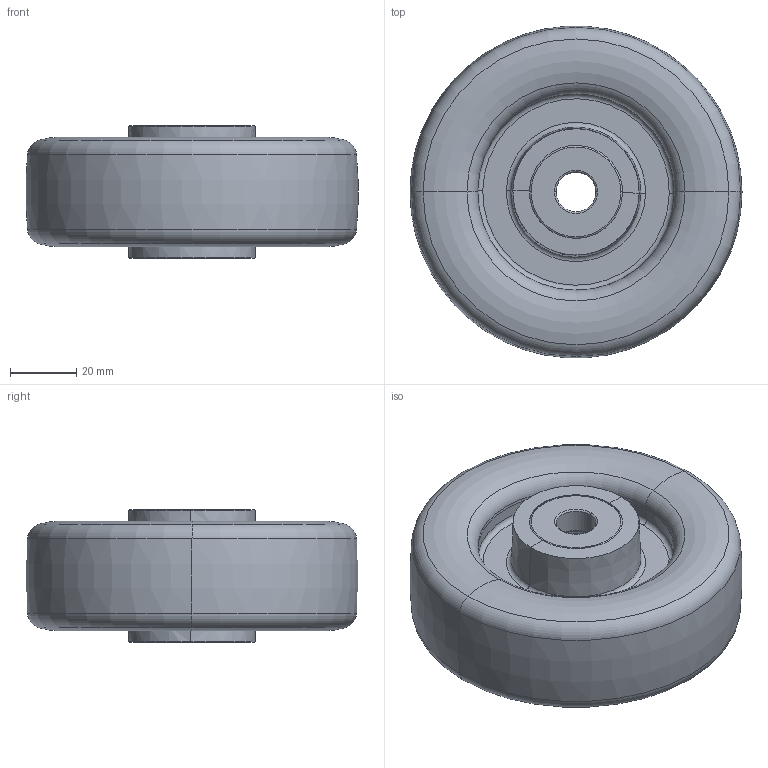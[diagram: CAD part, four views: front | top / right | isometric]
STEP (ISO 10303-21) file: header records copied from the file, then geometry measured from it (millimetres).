
FILE_DESCRIPTION (( 'STEP AP214' ), '1' );
FILE_NAME ('0014381.step', '2020-11-06T10:28:29', ( '' ), ( '' ), 'SwSTEP 2.0', 'SolidWorks 2018', '' );
FILE_SCHEMA (( 'AUTOMOTIVE_DESIGN' ));
Length unit declared in the file: millimetre
Products named in the file (1): 0014381
Bounding box: 99.89 x 99.69 x 40 mm (x, y, z)
Volume: 206039.8 mm3; surface area: 37577.3 mm2
Topology: 3 solids, 11 shells, 188 faces, 444 edges, 280 vertices
Faces by surface type: torus 90, plane 40, cone 28, cylinder 22, bspline 8
Entity records: 6424 total; most frequent: CARTESIAN_POINT 1705, DIRECTION 1064, ORIENTED_EDGE 888, AXIS2_PLACEMENT_3D 479, EDGE_CURVE 444, CIRCLE 298, VERTEX_POINT 280, EDGE_LOOP 196
